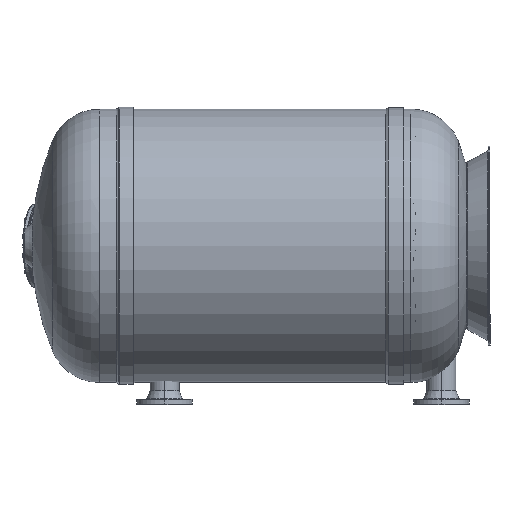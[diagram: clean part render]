
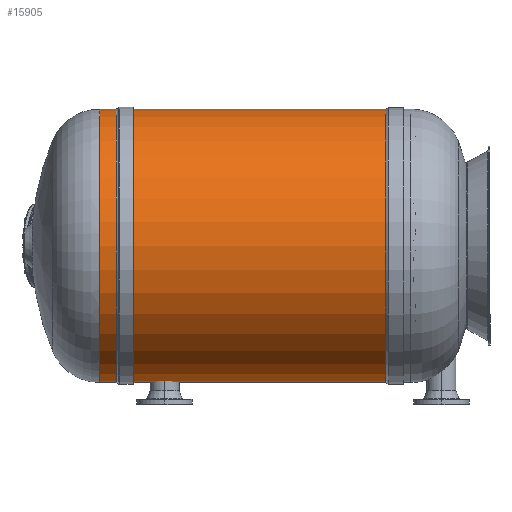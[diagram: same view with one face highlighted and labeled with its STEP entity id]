
A CAD part, left-side view. The second image highlights one B-rep face of the part: STEP entity #15905.
In plain terms, the highlighted cylindrical face has radius 617.5 mm (diameter 1235 mm), a partial arc.
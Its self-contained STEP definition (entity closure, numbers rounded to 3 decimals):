
#2321 = EDGE_CURVE ( 'NONE', #38768, #4953, #36835, .T. ) ;
#3666 = DIRECTION ( 'NONE',  ( 0., 0., 1. ) ) ;
#4269 = VERTEX_POINT ( 'NONE', #36460 ) ;
#4764 = ORIENTED_EDGE ( 'NONE', *, *, #47566, .F. ) ;
#4953 = VERTEX_POINT ( 'NONE', #8496 ) ;
#6249 = AXIS2_PLACEMENT_3D ( 'NONE', #26238, #16820, #3666 ) ;
#6858 = EDGE_LOOP ( 'NONE', ( #4764, #41972, #52591, #24600 ) ) ;
#7244 = AXIS2_PLACEMENT_3D ( 'NONE', #59229, #16968, #27286 ) ;
#8496 = CARTESIAN_POINT ( 'NONE',  ( 449.999, 228.72, 167.5 ) ) ;
#8672 = CYLINDRICAL_SURFACE ( 'NONE', #7244, 617.5 ) ;
#9111 = CARTESIAN_POINT ( 'NONE',  ( 449.999, -1061.919, 167.5 ) ) ;
#12535 = CARTESIAN_POINT ( 'NONE',  ( 449.999, 228.72, -450. ) ) ;
#15905 = ADVANCED_FACE ( 'NONE', ( #22166 ), #8672, .T. ) ;
#16820 = DIRECTION ( 'NONE',  ( 0., 1., 0. ) ) ;
#16968 = DIRECTION ( 'NONE',  ( 0., 1., 0. ) ) ;
#17951 = DIRECTION ( 'NONE',  ( 0., 1., 0. ) ) ;
#18236 = LINE ( 'NONE', #54729, #38478 ) ;
#22166 = FACE_OUTER_BOUND ( 'NONE', #6858, .T. ) ;
#24600 = ORIENTED_EDGE ( 'NONE', *, *, #39462, .F. ) ;
#26238 = CARTESIAN_POINT ( 'NONE',  ( 449.999, -1061.919, -450. ) ) ;
#26551 = DIRECTION ( 'NONE',  ( 0., 0., 1. ) ) ;
#27286 = DIRECTION ( 'NONE',  ( 0., 0., 1. ) ) ;
#30475 = VECTOR ( 'NONE', #17951, 1000. ) ;
#31183 = DIRECTION ( 'NONE',  ( 0., 1., 0. ) ) ;
#31905 = AXIS2_PLACEMENT_3D ( 'NONE', #12535, #31183, #26551 ) ;
#35953 = CARTESIAN_POINT ( 'NONE',  ( 449.999, 397.161, 167.5 ) ) ;
#36460 = CARTESIAN_POINT ( 'NONE',  ( 449.999, -1061.919, -1067.5 ) ) ;
#36798 = DIRECTION ( 'NONE',  ( 0., 1., 0. ) ) ;
#36835 = LINE ( 'NONE', #35953, #30475 ) ;
#37706 = CIRCLE ( 'NONE', #31905, 617.5 ) ;
#38478 = VECTOR ( 'NONE', #36798, 1000. ) ;
#38768 = VERTEX_POINT ( 'NONE', #9111 ) ;
#39462 = EDGE_CURVE ( 'NONE', #47910, #4953, #37706, .T. ) ;
#41972 = ORIENTED_EDGE ( 'NONE', *, *, #52432, .T. ) ;
#47153 = CIRCLE ( 'NONE', #6249, 617.5 ) ;
#47566 = EDGE_CURVE ( 'NONE', #4269, #47910, #18236, .T. ) ;
#47910 = VERTEX_POINT ( 'NONE', #56152 ) ;
#52432 = EDGE_CURVE ( 'NONE', #4269, #38768, #47153, .T. ) ;
#52591 = ORIENTED_EDGE ( 'NONE', *, *, #2321, .T. ) ;
#54729 = CARTESIAN_POINT ( 'NONE',  ( 449.999, 397.161, -1067.5 ) ) ;
#56152 = CARTESIAN_POINT ( 'NONE',  ( 449.999, 228.72, -1067.5 ) ) ;
#59229 = CARTESIAN_POINT ( 'NONE',  ( 449.999, 397.161, -450. ) ) ;
